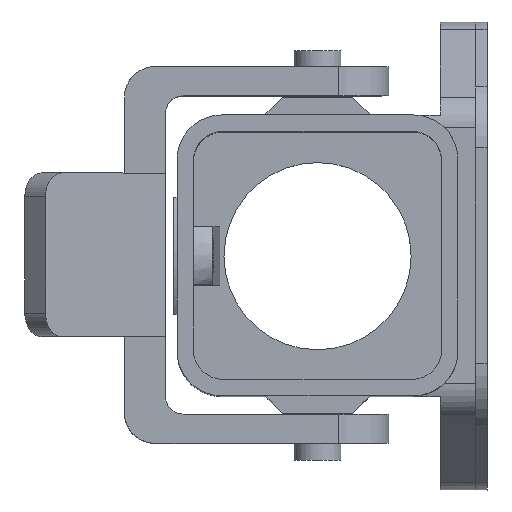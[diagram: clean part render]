
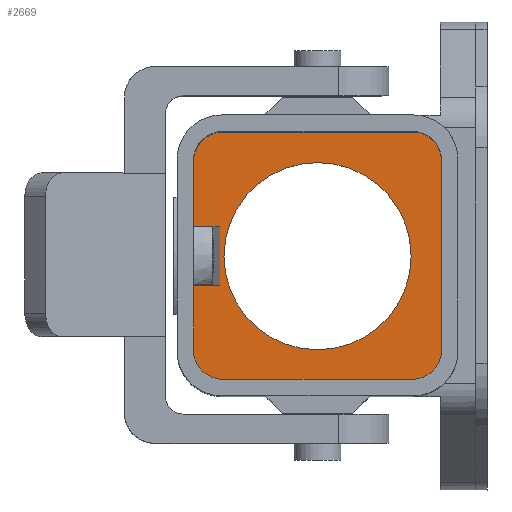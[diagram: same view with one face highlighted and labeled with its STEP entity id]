
A CAD part, top view. The second image highlights one B-rep face of the part: STEP entity #2669.
In plain terms, the highlighted planar face has unit normal (0, 0, 1).
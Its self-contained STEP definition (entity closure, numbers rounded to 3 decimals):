
#1629=FACE_BOUND('',#3301,.T.);
#1630=FACE_BOUND('',#3302,.T.);
#1949=LINE('',#8730,#2382);
#1950=LINE('',#8732,#2383);
#1951=LINE('',#8736,#2384);
#1952=LINE('',#8738,#2385);
#1953=LINE('',#8740,#2386);
#1954=LINE('',#8742,#2387);
#1955=LINE('',#8744,#2388);
#2382=VECTOR('',#7054,1.);
#2383=VECTOR('',#7055,1.);
#2384=VECTOR('',#7058,1.);
#2385=VECTOR('',#7059,1.);
#2386=VECTOR('',#7060,1.);
#2387=VECTOR('',#7061,1.);
#2388=VECTOR('',#7062,1.);
#2669=ADVANCED_FACE('',(#1629,#1630),#2891,.F.);
#2891=PLANE('',#6276);
#3301=EDGE_LOOP('',(#4166,#4167,#4168,#4169,#4170,#4171,#4172,#4173,#4174,
#4175));
#3302=EDGE_LOOP('',(#4176));
#3483=CIRCLE('',#6272,8.);
#3484=CIRCLE('',#6274,2.5);
#3485=CIRCLE('',#6275,2.5);
#4166=ORIENTED_EDGE('',*,*,#5542,.F.);
#4167=ORIENTED_EDGE('',*,*,#5543,.F.);
#4168=ORIENTED_EDGE('',*,*,#5544,.T.);
#4169=ORIENTED_EDGE('',*,*,#5545,.T.);
#4170=ORIENTED_EDGE('',*,*,#5546,.T.);
#4171=ORIENTED_EDGE('',*,*,#5547,.F.);
#4172=ORIENTED_EDGE('',*,*,#5548,.T.);
#4173=ORIENTED_EDGE('',*,*,#5549,.F.);
#4174=ORIENTED_EDGE('',*,*,#5550,.T.);
#4175=ORIENTED_EDGE('',*,*,#5551,.T.);
#4176=ORIENTED_EDGE('',*,*,#5541,.T.);
#5037=VERTEX_POINT('',#8719);
#5038=VERTEX_POINT('',#8728);
#5039=VERTEX_POINT('',#8729);
#5040=VERTEX_POINT('',#8731);
#5041=VERTEX_POINT('',#8733);
#5042=VERTEX_POINT('',#8735);
#5043=VERTEX_POINT('',#8737);
#5044=VERTEX_POINT('',#8739);
#5045=VERTEX_POINT('',#8741);
#5046=VERTEX_POINT('',#8743);
#5047=VERTEX_POINT('',#8745);
#5541=EDGE_CURVE('',#5037,#5037,#3483,.T.);
#5542=EDGE_CURVE('',#5038,#5039,#5837,.T.);
#5543=EDGE_CURVE('',#5040,#5038,#1949,.T.);
#5544=EDGE_CURVE('',#5040,#5041,#1950,.T.);
#5545=EDGE_CURVE('',#5041,#5042,#3484,.T.);
#5546=EDGE_CURVE('',#5042,#5043,#1951,.T.);
#5547=EDGE_CURVE('',#5044,#5043,#1952,.T.);
#5548=EDGE_CURVE('',#5044,#5045,#1953,.T.);
#5549=EDGE_CURVE('',#5046,#5045,#1954,.T.);
#5550=EDGE_CURVE('',#5046,#5047,#1955,.T.);
#5551=EDGE_CURVE('',#5047,#5039,#3485,.T.);
#5837=B_SPLINE_CURVE_WITH_KNOTS('',3,(#8721,#8722,#8723,#8724,#8725,#8726,
#8727),.UNSPECIFIED.,.F.,.F.,(4,3,4),(0.,0.248,1.),
 .UNSPECIFIED.);
#6272=AXIS2_PLACEMENT_3D('',#8718,#7050,#7051);
#6274=AXIS2_PLACEMENT_3D('',#8734,#7056,#7057);
#6275=AXIS2_PLACEMENT_3D('',#8746,#7063,#7064);
#6276=AXIS2_PLACEMENT_3D('',#8747,#7065,#7066);
#7050=DIRECTION('',(0.,0.,-1.));
#7051=DIRECTION('',(0.,1.,0.));
#7054=DIRECTION('',(0.,-1.,0.));
#7055=DIRECTION('',(-1.,0.,0.));
#7056=DIRECTION('',(0.,0.,1.));
#7057=DIRECTION('',(0.,1.,0.));
#7058=DIRECTION('',(0.,-1.,0.));
#7059=DIRECTION('',(-1.,0.,0.));
#7060=DIRECTION('',(0.,-1.,0.));
#7061=DIRECTION('',(1.,0.,0.));
#7062=DIRECTION('',(0.,-1.,0.));
#7063=DIRECTION('',(0.,0.,1.));
#7064=DIRECTION('',(0.,1.,0.));
#7065=DIRECTION('',(0.,0.,-1.));
#7066=DIRECTION('',(1.,0.,0.));
#8718=CARTESIAN_POINT('',(0.,0.,-31.9));
#8719=CARTESIAN_POINT('',(8.,0.,-31.9));
#8721=CARTESIAN_POINT('',(11.5,-10.539,-31.9));
#8722=CARTESIAN_POINT('',(9.833,-10.539,-31.9));
#8723=CARTESIAN_POINT('',(8.167,-10.539,-31.9));
#8724=CARTESIAN_POINT('',(6.5,-10.539,-31.9));
#8725=CARTESIAN_POINT('',(1.45,-10.539,-31.9));
#8726=CARTESIAN_POINT('',(-3.6,-10.539,-31.9));
#8727=CARTESIAN_POINT('',(-8.65,-10.539,-31.9));
#8728=CARTESIAN_POINT('',(11.5,-10.539,-31.9));
#8729=CARTESIAN_POINT('',(-8.65,-10.539,-31.9));
#8730=CARTESIAN_POINT('',(11.5,10.1,-31.9));
#8731=CARTESIAN_POINT('',(11.5,10.539,-31.9));
#8732=CARTESIAN_POINT('',(-9.18,10.539,-31.9));
#8733=CARTESIAN_POINT('',(-8.65,10.539,-31.9));
#8734=CARTESIAN_POINT('',(-8.1,8.1,-31.9));
#8735=CARTESIAN_POINT('',(-10.6,8.1,-31.9));
#8736=CARTESIAN_POINT('',(-10.6,11.86,-31.9));
#8737=CARTESIAN_POINT('',(-10.6,2.5,-31.9));
#8738=CARTESIAN_POINT('',(-8.369,2.5,-31.9));
#8739=CARTESIAN_POINT('',(-8.369,2.5,-31.9));
#8740=CARTESIAN_POINT('',(-8.369,2.5,-31.9));
#8741=CARTESIAN_POINT('',(-8.369,-2.5,-31.9));
#8742=CARTESIAN_POINT('',(-10.1,-2.5,-31.9));
#8743=CARTESIAN_POINT('',(-10.6,-2.5,-31.9));
#8744=CARTESIAN_POINT('',(-10.6,8.2,-31.9));
#8745=CARTESIAN_POINT('',(-10.6,-8.1,-31.9));
#8746=CARTESIAN_POINT('',(-8.1,-8.1,-31.9));
#8747=CARTESIAN_POINT('',(-11.86,11.86,-31.9));
